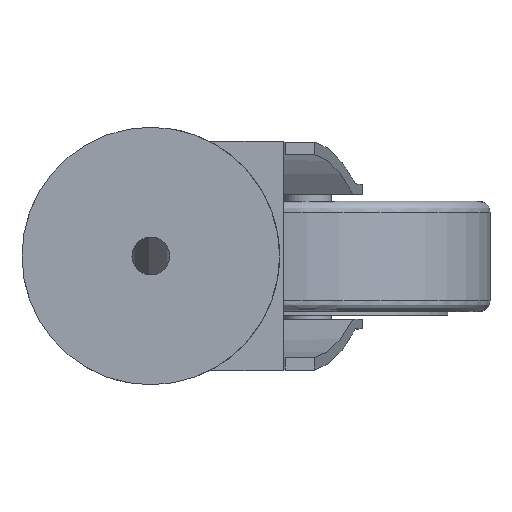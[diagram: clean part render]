
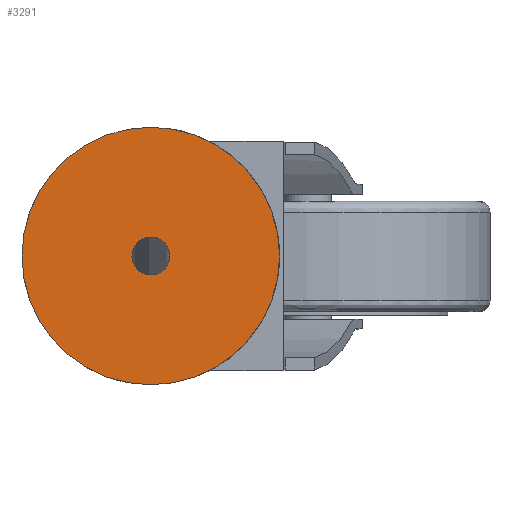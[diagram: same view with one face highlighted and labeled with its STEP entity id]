
A CAD part, top view. The second image highlights one B-rep face of the part: STEP entity #3291.
In plain terms, the highlighted planar face has unit normal (0, 0, 1).
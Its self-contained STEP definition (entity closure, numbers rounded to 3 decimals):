
#3246=CARTESIAN_POINT('',(70.,70.,-3.));
#3247=DIRECTION('',(0.0,0.0,1.0));
#3248=DIRECTION('',(-1.0,0.0,0.0));
#3249=AXIS2_PLACEMENT_3D('',#3246,#3247,#3248);
#3250=PLANE('',#3249);
#3251=CARTESIAN_POINT('',(0.,35.,-3.));
#3252=VERTEX_POINT('',#3251);
#3253=CARTESIAN_POINT('',(0.,-35.,-3.));
#3254=VERTEX_POINT('',#3253);
#3255=CARTESIAN_POINT('',(0.,0.0,-3.));
#3256=DIRECTION('',(0.,0.,-1.0));
#3257=DIRECTION('',(0.,-1.0,0.));
#3258=AXIS2_PLACEMENT_3D('',#3255,#3256,#3257);
#3259=CIRCLE('',#3258,35.);
#3260=EDGE_CURVE('',#3252,#3254,#3259,.T.);
#3261=ORIENTED_EDGE('',*,*,#3260,.F.);
#3262=CARTESIAN_POINT('',(0.,0.0,-3.));
#3263=DIRECTION('',(0.,0.,-1.0));
#3264=DIRECTION('',(0.,-1.0,0.));
#3265=AXIS2_PLACEMENT_3D('',#3262,#3263,#3264);
#3266=CIRCLE('',#3265,35.);
#3267=EDGE_CURVE('',#3254,#3252,#3266,.T.);
#3268=ORIENTED_EDGE('',*,*,#3267,.F.);
#3269=EDGE_LOOP('',(#3261,#3268));
#3270=FACE_OUTER_BOUND('',#3269,.T.);
#3271=CARTESIAN_POINT('',(5.125,0.0,-3.));
#3272=VERTEX_POINT('',#3271);
#3273=CARTESIAN_POINT('',(-5.125,0.0,-3.));
#3274=VERTEX_POINT('',#3273);
#3275=CARTESIAN_POINT('',(0.,0.0,-3.));
#3276=DIRECTION('',(0.0,0.0,1.0));
#3277=DIRECTION('',(-1.0,0.0,0.0));
#3278=AXIS2_PLACEMENT_3D('',#3275,#3276,#3277);
#3279=CIRCLE('',#3278,5.125);
#3280=EDGE_CURVE('',#3272,#3274,#3279,.T.);
#3281=ORIENTED_EDGE('',*,*,#3280,.F.);
#3282=CARTESIAN_POINT('',(0.,0.0,-3.));
#3283=DIRECTION('',(0.0,0.0,1.0));
#3284=DIRECTION('',(-1.0,0.0,0.0));
#3285=AXIS2_PLACEMENT_3D('',#3282,#3283,#3284);
#3286=CIRCLE('',#3285,5.125);
#3287=EDGE_CURVE('',#3274,#3272,#3286,.T.);
#3288=ORIENTED_EDGE('',*,*,#3287,.F.);
#3289=EDGE_LOOP('',(#3281,#3288));
#3290=FACE_BOUND('',#3289,.T.);
#3291=ADVANCED_FACE('',(#3270,#3290),#3250,.T.);
